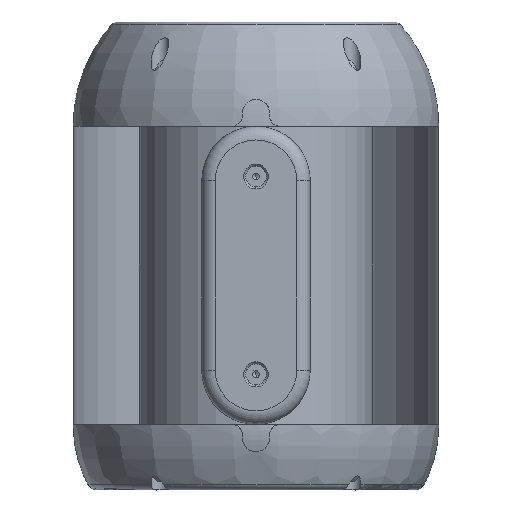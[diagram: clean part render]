
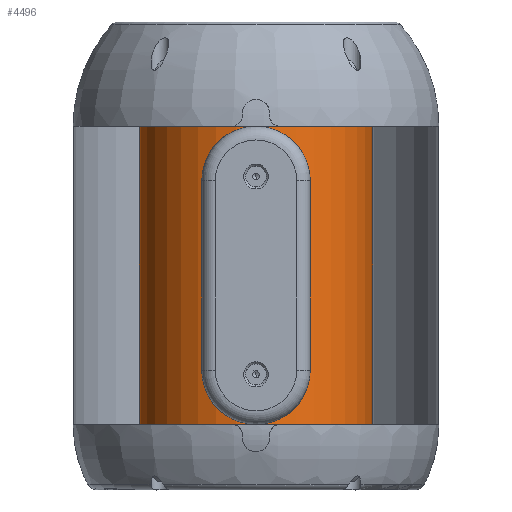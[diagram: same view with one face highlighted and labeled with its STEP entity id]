
A CAD part, front view. The second image highlights one B-rep face of the part: STEP entity #4496.
In plain terms, the highlighted cylindrical face has radius 43 mm (diameter 86 mm), a partial arc.
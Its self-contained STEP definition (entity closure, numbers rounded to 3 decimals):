
#1701 = FACE_OUTER_BOUND ( 'NONE', #18579, .T. ) ;
#1904 = CARTESIAN_POINT ( 'NONE',  ( 87.039, 93.685, 79.456 ) ) ;
#2263 = VERTEX_POINT ( 'NONE', #16353 ) ;
#2873 = EDGE_CURVE ( 'NONE', #9217, #3393, #5551, .T. ) ;
#3393 = VERTEX_POINT ( 'NONE', #18554 ) ;
#3414 = CYLINDRICAL_SURFACE ( 'NONE', #6235, 43. ) ;
#3943 = DIRECTION ( 'NONE',  ( 0., 0., 1. ) ) ;
#4460 = VECTOR ( 'NONE', #16450, 1000. ) ;
#4496 = ADVANCED_FACE ( 'NONE', ( #1701 ), #3414, .F. ) ;
#4552 = CIRCLE ( 'NONE', #16527, 43. ) ;
#4952 = CARTESIAN_POINT ( 'NONE',  ( 44.039, 93.685, 79.456 ) ) ;
#5021 = CARTESIAN_POINT ( 'NONE',  ( 87.039, 93.685, 79.456 ) ) ;
#5349 = ORIENTED_EDGE ( 'NONE', *, *, #11680, .F. ) ;
#5551 = LINE ( 'NONE', #7263, #12002 ) ;
#6235 = AXIS2_PLACEMENT_3D ( 'NONE', #1904, #3943, #10099 ) ;
#6433 = ORIENTED_EDGE ( 'NONE', *, *, #12614, .F. ) ;
#7263 = CARTESIAN_POINT ( 'NONE',  ( 44.039, 93.685, 79.456 ) ) ;
#7742 = CIRCLE ( 'NONE', #8074, 43. ) ;
#8074 = AXIS2_PLACEMENT_3D ( 'NONE', #5021, #16070, #8355 ) ;
#8355 = DIRECTION ( 'NONE',  ( 1., 0., 0. ) ) ;
#9217 = VERTEX_POINT ( 'NONE', #4952 ) ;
#9275 = EDGE_CURVE ( 'NONE', #3393, #2263, #4552, .T. ) ;
#9715 = DIRECTION ( 'NONE',  ( 1., 0., 0. ) ) ;
#10099 = DIRECTION ( 'NONE',  ( 1., 0., 0. ) ) ;
#10550 = ORIENTED_EDGE ( 'NONE', *, *, #2873, .T. ) ;
#11057 = CARTESIAN_POINT ( 'NONE',  ( 87.039, 93.685, 198.63 ) ) ;
#11680 = EDGE_CURVE ( 'NONE', #15691, #2263, #13321, .T. ) ;
#12002 = VECTOR ( 'NONE', #19610, 1000. ) ;
#12614 = EDGE_CURVE ( 'NONE', #9217, #15691, #7742, .T. ) ;
#13321 = LINE ( 'NONE', #19492, #4460 ) ;
#15691 = VERTEX_POINT ( 'NONE', #17550 ) ;
#16010 = ORIENTED_EDGE ( 'NONE', *, *, #9275, .T. ) ;
#16070 = DIRECTION ( 'NONE',  ( 0., 0., 1. ) ) ;
#16353 = CARTESIAN_POINT ( 'NONE',  ( 130.039, 93.685, 198.63 ) ) ;
#16450 = DIRECTION ( 'NONE',  ( 0., 0., 1. ) ) ;
#16527 = AXIS2_PLACEMENT_3D ( 'NONE', #11057, #19040, #9715 ) ;
#17550 = CARTESIAN_POINT ( 'NONE',  ( 130.039, 93.685, 79.456 ) ) ;
#18554 = CARTESIAN_POINT ( 'NONE',  ( 44.039, 93.685, 198.63 ) ) ;
#18579 = EDGE_LOOP ( 'NONE', ( #6433, #10550, #16010, #5349 ) ) ;
#19040 = DIRECTION ( 'NONE',  ( 0., 0., 1. ) ) ;
#19492 = CARTESIAN_POINT ( 'NONE',  ( 130.039, 93.685, 79.456 ) ) ;
#19610 = DIRECTION ( 'NONE',  ( 0., 0., 1. ) ) ;
